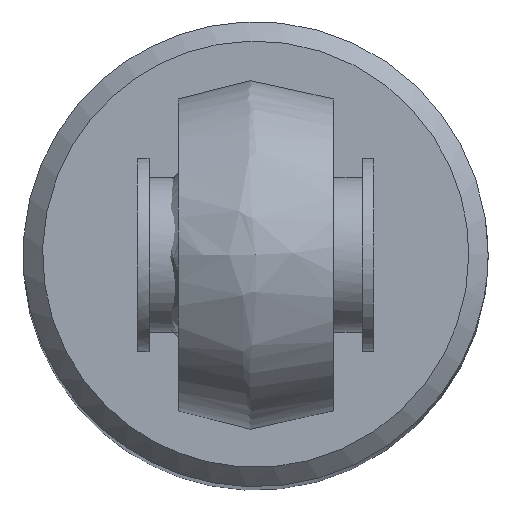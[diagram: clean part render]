
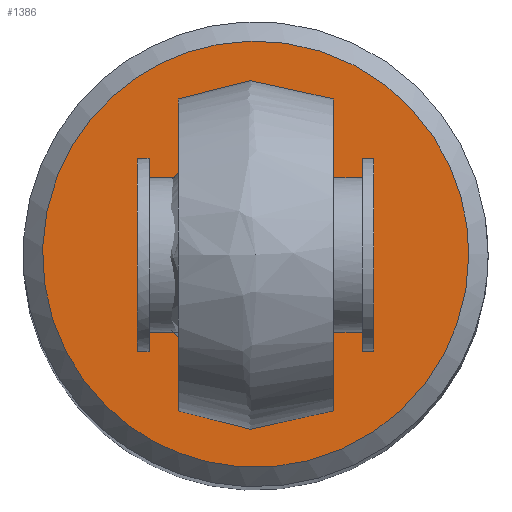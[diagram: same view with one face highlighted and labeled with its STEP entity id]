
A CAD part, top view. The second image highlights one B-rep face of the part: STEP entity #1386.
In plain terms, the highlighted free-form (B-spline) face has degree [1, 1] with [2, 2] control points.
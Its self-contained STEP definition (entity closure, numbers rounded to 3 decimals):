
#1310 = VERTEX_POINT('',#1311);
#1311 = CARTESIAN_POINT('',(7.211,0.131,
    -60.466));
#1316 = EDGE_CURVE('',#1310,#1310,#1317,.T.);
#1317 = ( BOUNDED_CURVE() B_SPLINE_CURVE(2,(#1318,#1319,#1320,#1321,
#1322,#1323,#1324),.UNSPECIFIED.,.T.,.F.) B_SPLINE_CURVE_WITH_KNOTS((3,2
    ,2,3),(3.142,5.236,7.33,9.425),
.PIECEWISE_BEZIER_KNOTS.) CURVE() GEOMETRIC_REPRESENTATION_ITEM() 
RATIONAL_B_SPLINE_CURVE((1.,0.5,1.,0.5,1.,0.5,1.)) REPRESENTATION_ITEM(
  '') );
#1318 = CARTESIAN_POINT('',(7.211,0.131,
    -60.466));
#1319 = CARTESIAN_POINT('',(7.211,-12.358,
    -60.466));
#1320 = CARTESIAN_POINT('',(-3.605,-6.114,
    -60.466));
#1321 = CARTESIAN_POINT('',(-14.422,0.131,
    -60.466));
#1322 = CARTESIAN_POINT('',(-3.605,6.376,
    -60.466));
#1323 = CARTESIAN_POINT('',(7.211,12.621,
    -60.466));
#1324 = CARTESIAN_POINT('',(7.211,0.131,
    -60.466));
#1386 = ADVANCED_FACE('',(#1387,#1390),#1404,.F.);
#1387 = FACE_BOUND('',#1388,.T.);
#1388 = EDGE_LOOP('',(#1389));
#1389 = ORIENTED_EDGE('',*,*,#1316,.F.);
#1390 = FACE_BOUND('',#1391,.T.);
#1391 = EDGE_LOOP('',(#1392));
#1392 = ORIENTED_EDGE('',*,*,#1393,.F.);
#1393 = EDGE_CURVE('',#1394,#1394,#1396,.T.);
#1394 = VERTEX_POINT('',#1395);
#1395 = CARTESIAN_POINT('',(2.294,0.131,-60.466
    ));
#1396 = ( BOUNDED_CURVE() B_SPLINE_CURVE(2,(#1397,#1398,#1399,#1400,
#1401,#1402,#1403),.UNSPECIFIED.,.T.,.F.) B_SPLINE_CURVE_WITH_KNOTS((3,2
    ,2,3),(3.142,5.236,7.33,9.425),
.PIECEWISE_BEZIER_KNOTS.) CURVE() GEOMETRIC_REPRESENTATION_ITEM() 
RATIONAL_B_SPLINE_CURVE((1.,0.5,1.,0.5,1.,0.5,1.)) REPRESENTATION_ITEM(
  '') );
#1397 = CARTESIAN_POINT('',(2.294,0.131,-60.466
    ));
#1398 = CARTESIAN_POINT('',(2.294,4.105,-60.466
    ));
#1399 = CARTESIAN_POINT('',(-1.147,2.118,
    -60.466));
#1400 = CARTESIAN_POINT('',(-4.589,0.131,
    -60.466));
#1401 = CARTESIAN_POINT('',(-1.147,-1.856,
    -60.466));
#1402 = CARTESIAN_POINT('',(2.294,-3.843,
    -60.466));
#1403 = CARTESIAN_POINT('',(2.294,0.131,-60.466
    ));
#1404 = B_SPLINE_SURFACE_WITH_KNOTS('',1,1,(
    (#1405,#1406)
    ,(#1407,#1408
    )),.UNSPECIFIED.,.F.,.F.,.F.,(2,2),(2,2),(-5.5,5.5),(-5.5,5.5),
  .PIECEWISE_BEZIER_KNOTS.);
#1405 = CARTESIAN_POINT('',(7.211,-7.08,
    -60.466));
#1406 = CARTESIAN_POINT('',(7.211,7.342,
    -60.466));
#1407 = CARTESIAN_POINT('',(-7.211,-7.08,
    -60.466));
#1408 = CARTESIAN_POINT('',(-7.211,7.342,
    -60.466));
